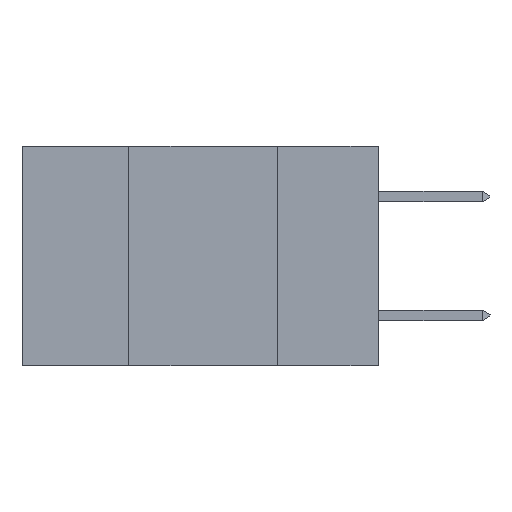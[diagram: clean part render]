
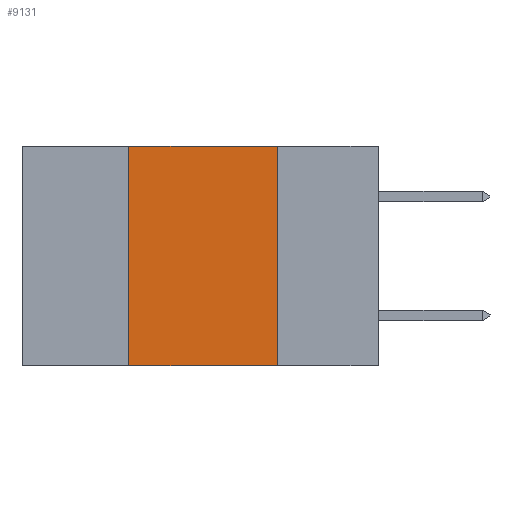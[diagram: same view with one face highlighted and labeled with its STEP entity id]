
A CAD part, left-side view. The second image highlights one B-rep face of the part: STEP entity #9131.
In plain terms, the highlighted planar face has unit normal (-1, 0, 0).
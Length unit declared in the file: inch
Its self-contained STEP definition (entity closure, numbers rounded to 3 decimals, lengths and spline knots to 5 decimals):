
#118 = CARTESIAN_POINT ( 'NONE',  ( 0., 0.42, 0. ) ) ;
#2089 = CARTESIAN_POINT ( 'NONE',  ( 0., 0.6, -0.37 ) ) ;
#4568 = PLANE ( 'NONE',  #8130 ) ;
#4947 = CARTESIAN_POINT ( 'NONE',  ( 0., 0.6, 0. ) ) ;
#4962 = CARTESIAN_POINT ( 'NONE',  ( 0., 0.17, -0.37 ) ) ;
#7025 = VECTOR ( 'NONE', #14751, 39.37008 ) ;
#7063 = EDGE_CURVE ( 'NONE', #12363, #10939, #13821, .T. ) ;
#8051 = CARTESIAN_POINT ( 'NONE',  ( 0., 0.17, 0. ) ) ;
#8130 = AXIS2_PLACEMENT_3D ( 'NONE', #4947, #20680, #20305 ) ;
#8291 = DIRECTION ( 'NONE',  ( 0., -1., 0. ) ) ;
#9131 = ADVANCED_FACE ( 'NONE', ( #26622 ), #4568, .F. ) ;
#9224 = VERTEX_POINT ( 'NONE', #11991 ) ;
#10939 = VERTEX_POINT ( 'NONE', #4962 ) ;
#11656 = DIRECTION ( 'NONE',  ( 0., 0., 1. ) ) ;
#11932 = LINE ( 'NONE', #8051, #7025 ) ;
#11965 = VECTOR ( 'NONE', #8291, 39.37008 ) ;
#11991 = CARTESIAN_POINT ( 'NONE',  ( 0., 0.42, 0. ) ) ;
#12363 = VERTEX_POINT ( 'NONE', #19348 ) ;
#13135 = VECTOR ( 'NONE', #22116, 39.37008 ) ;
#13821 = LINE ( 'NONE', #2089, #13135 ) ;
#14751 = DIRECTION ( 'NONE',  ( 0., 0., -1. ) ) ;
#14993 = CARTESIAN_POINT ( 'NONE',  ( 0., 0.6, 0. ) ) ;
#16686 = LINE ( 'NONE', #118, #25750 ) ;
#17287 = LINE ( 'NONE', #14993, #11965 ) ;
#19348 = CARTESIAN_POINT ( 'NONE',  ( 0., 0.42, -0.37 ) ) ;
#20305 = DIRECTION ( 'NONE',  ( 0., 0., -1. ) ) ;
#20680 = DIRECTION ( 'NONE',  ( 1., 0., 0. ) ) ;
#21723 = ORIENTED_EDGE ( 'NONE', *, *, #7063, .T. ) ;
#21751 = EDGE_CURVE ( 'NONE', #9224, #21970, #17287, .T. ) ;
#21966 = EDGE_CURVE ( 'NONE', #21970, #10939, #11932, .T. ) ;
#21970 = VERTEX_POINT ( 'NONE', #28308 ) ;
#22116 = DIRECTION ( 'NONE',  ( 0., -1., 0. ) ) ;
#23843 = ORIENTED_EDGE ( 'NONE', *, *, #25089, .F. ) ;
#25089 = EDGE_CURVE ( 'NONE', #12363, #9224, #16686, .T. ) ;
#25750 = VECTOR ( 'NONE', #11656, 39.37008 ) ;
#26028 = EDGE_LOOP ( 'NONE', ( #28210, #26582, #23843, #21723 ) ) ;
#26582 = ORIENTED_EDGE ( 'NONE', *, *, #21751, .F. ) ;
#26622 = FACE_OUTER_BOUND ( 'NONE', #26028, .T. ) ;
#28210 = ORIENTED_EDGE ( 'NONE', *, *, #21966, .F. ) ;
#28308 = CARTESIAN_POINT ( 'NONE',  ( 0., 0.17, 0. ) ) ;
